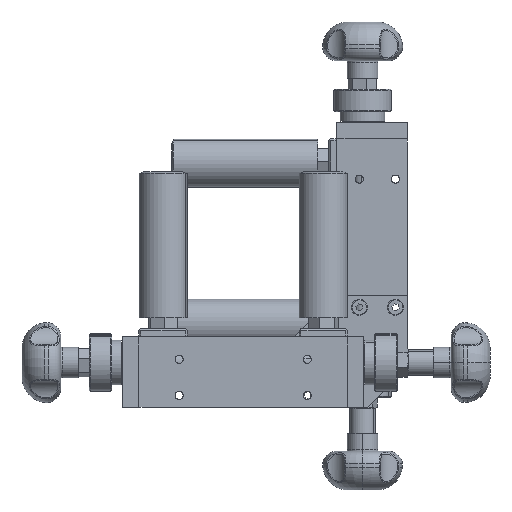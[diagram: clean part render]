
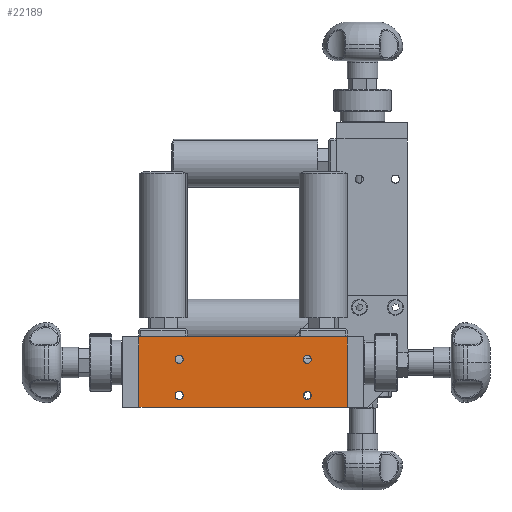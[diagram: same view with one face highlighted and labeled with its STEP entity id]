
A CAD part, left-side view. The second image highlights one B-rep face of the part: STEP entity #22189.
In plain terms, the highlighted planar face has unit normal (-1, 0, 0).
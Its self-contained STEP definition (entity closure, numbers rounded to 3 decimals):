
#283 = DIRECTION ( 'NONE',  ( 0., -1., 0. ) ) ;
#1339 = ORIENTED_EDGE ( 'NONE', *, *, #9628, .F. ) ;
#1584 = VERTEX_POINT ( 'NONE', #30704 ) ;
#1864 = DIRECTION ( 'NONE',  ( 0., 0., 1. ) ) ;
#1915 = CIRCLE ( 'NONE', #28623, 2.5 ) ;
#1961 = ORIENTED_EDGE ( 'NONE', *, *, #30372, .F. ) ;
#2610 = ORIENTED_EDGE ( 'NONE', *, *, #25158, .T. ) ;
#3402 = VERTEX_POINT ( 'NONE', #13888 ) ;
#3642 = VECTOR ( 'NONE', #1864, 1000. ) ;
#3678 = FACE_BOUND ( 'NONE', #17924, .T. ) ;
#3829 = PLANE ( 'NONE',  #23367 ) ;
#4443 = DIRECTION ( 'NONE',  ( -1., 0., 0. ) ) ;
#5037 = VECTOR ( 'NONE', #5463, 1000. ) ;
#5212 = DIRECTION ( 'NONE',  ( -1., 0., 0. ) ) ;
#5463 = DIRECTION ( 'NONE',  ( 0., 0., 1. ) ) ;
#6134 = FACE_BOUND ( 'NONE', #19125, .T. ) ;
#6457 = DIRECTION ( 'NONE',  ( -1., 0., 0. ) ) ;
#6544 = VERTEX_POINT ( 'NONE', #27928 ) ;
#7001 = EDGE_CURVE ( 'NONE', #21794, #14354, #1915, .T. ) ;
#7088 = DIRECTION ( 'NONE',  ( 0., -1., 0. ) ) ;
#7332 = EDGE_CURVE ( 'NONE', #9624, #26815, #8078, .T. ) ;
#7517 = DIRECTION ( 'NONE',  ( 0., -1., 0. ) ) ;
#7808 = AXIS2_PLACEMENT_3D ( 'NONE', #16927, #4443, #24467 ) ;
#8078 = LINE ( 'NONE', #13019, #5037 ) ;
#8588 = CARTESIAN_POINT ( 'NONE',  ( -108.067, 95.242, -77.5 ) ) ;
#9238 = LINE ( 'NONE', #9579, #3642 ) ;
#9464 = DIRECTION ( 'NONE',  ( -1., 0., 0. ) ) ;
#9579 = CARTESIAN_POINT ( 'NONE',  ( -108.067, 122.742, -85. ) ) ;
#9624 = VERTEX_POINT ( 'NONE', #15604 ) ;
#9628 = EDGE_CURVE ( 'NONE', #9624, #9700, #23313, .T. ) ;
#9700 = VERTEX_POINT ( 'NONE', #30508 ) ;
#9775 = VECTOR ( 'NONE', #31690, 1000. ) ;
#9976 = CARTESIAN_POINT ( 'NONE',  ( -108.067, 97.742, -77.5 ) ) ;
#10079 = CARTESIAN_POINT ( 'NONE',  ( -108.067, -7.258, -41. ) ) ;
#10195 = DIRECTION ( 'NONE',  ( 0., 1., 0. ) ) ;
#10552 = EDGE_LOOP ( 'NONE', ( #21530, #1339, #27053, #2610 ) ) ;
#10573 = ORIENTED_EDGE ( 'NONE', *, *, #19685, .F. ) ;
#10778 = CARTESIAN_POINT ( 'NONE',  ( -108.067, 17.742, -55. ) ) ;
#10872 = CIRCLE ( 'NONE', #11927, 2.5 ) ;
#11226 = FACE_OUTER_BOUND ( 'NONE', #10552, .T. ) ;
#11927 = AXIS2_PLACEMENT_3D ( 'NONE', #29904, #27422, #7088 ) ;
#12264 = CARTESIAN_POINT ( 'NONE',  ( -108.067, 97.742, -55. ) ) ;
#12344 = VERTEX_POINT ( 'NONE', #30905 ) ;
#12463 = CIRCLE ( 'NONE', #30788, 2.5 ) ;
#12667 = EDGE_CURVE ( 'NONE', #31086, #3402, #10872, .T. ) ;
#13019 = CARTESIAN_POINT ( 'NONE',  ( -108.067, -7.258, -85. ) ) ;
#13108 = CIRCLE ( 'NONE', #24612, 2.5 ) ;
#13843 = CARTESIAN_POINT ( 'NONE',  ( -108.067, -7.258, -85. ) ) ;
#13888 = CARTESIAN_POINT ( 'NONE',  ( -108.067, 20.242, -55. ) ) ;
#14354 = VERTEX_POINT ( 'NONE', #18993 ) ;
#14479 = CIRCLE ( 'NONE', #22340, 2.5 ) ;
#14580 = CARTESIAN_POINT ( 'NONE',  ( -108.067, 122.742, -41. ) ) ;
#14598 = EDGE_CURVE ( 'NONE', #3402, #31086, #13108, .T. ) ;
#14898 = DIRECTION ( 'NONE',  ( -1., 0., 0. ) ) ;
#15026 = ORIENTED_EDGE ( 'NONE', *, *, #7001, .F. ) ;
#15232 = DIRECTION ( 'NONE',  ( 0., -1., 0. ) ) ;
#15604 = CARTESIAN_POINT ( 'NONE',  ( -108.067, -7.258, -85. ) ) ;
#16142 = FACE_BOUND ( 'NONE', #18423, .T. ) ;
#16167 = AXIS2_PLACEMENT_3D ( 'NONE', #12264, #9464, #27647 ) ;
#16459 = DIRECTION ( 'NONE',  ( 0., -1., 0. ) ) ;
#16509 = EDGE_CURVE ( 'NONE', #25079, #1584, #29929, .T. ) ;
#16927 = CARTESIAN_POINT ( 'NONE',  ( -108.067, 17.742, -77.5 ) ) ;
#17887 = EDGE_LOOP ( 'NONE', ( #27187, #1961 ) ) ;
#17924 = EDGE_LOOP ( 'NONE', ( #23824, #31420 ) ) ;
#18423 = EDGE_LOOP ( 'NONE', ( #15026, #10573 ) ) ;
#18993 = CARTESIAN_POINT ( 'NONE',  ( -108.067, 100.242, -55. ) ) ;
#19125 = EDGE_LOOP ( 'NONE', ( #26844, #21381 ) ) ;
#19145 = EDGE_CURVE ( 'NONE', #9700, #22561, #9238, .T. ) ;
#19685 = EDGE_CURVE ( 'NONE', #14354, #21794, #28824, .T. ) ;
#20381 = CARTESIAN_POINT ( 'NONE',  ( -108.067, 15.242, -55. ) ) ;
#20523 = AXIS2_PLACEMENT_3D ( 'NONE', #27681, #5212, #15232 ) ;
#21235 = CARTESIAN_POINT ( 'NONE',  ( -108.067, 17.742, -77.5 ) ) ;
#21381 = ORIENTED_EDGE ( 'NONE', *, *, #14598, .F. ) ;
#21530 = ORIENTED_EDGE ( 'NONE', *, *, #19145, .F. ) ;
#21794 = VERTEX_POINT ( 'NONE', #27919 ) ;
#22189 = ADVANCED_FACE ( 'NONE', ( #6134, #16142, #26154, #3678, #11226 ), #3829, .T. ) ;
#22340 = AXIS2_PLACEMENT_3D ( 'NONE', #9976, #22615, #25526 ) ;
#22561 = VERTEX_POINT ( 'NONE', #14580 ) ;
#22615 = DIRECTION ( 'NONE',  ( -1., 0., 0. ) ) ;
#23094 = DIRECTION ( 'NONE',  ( 0., -1., 0. ) ) ;
#23313 = LINE ( 'NONE', #30861, #29637 ) ;
#23367 = AXIS2_PLACEMENT_3D ( 'NONE', #13843, #6457, #16459 ) ;
#23824 = ORIENTED_EDGE ( 'NONE', *, *, #16509, .F. ) ;
#23979 = EDGE_CURVE ( 'NONE', #6544, #12344, #12463, .T. ) ;
#24467 = DIRECTION ( 'NONE',  ( 0., -1., 0. ) ) ;
#24589 = EDGE_CURVE ( 'NONE', #1584, #25079, #14479, .T. ) ;
#24612 = AXIS2_PLACEMENT_3D ( 'NONE', #10778, #28160, #283 ) ;
#25079 = VERTEX_POINT ( 'NONE', #8588 ) ;
#25158 = EDGE_CURVE ( 'NONE', #26815, #22561, #26942, .T. ) ;
#25526 = DIRECTION ( 'NONE',  ( 0., -1., 0. ) ) ;
#26154 = FACE_BOUND ( 'NONE', #17887, .T. ) ;
#26815 = VERTEX_POINT ( 'NONE', #10079 ) ;
#26844 = ORIENTED_EDGE ( 'NONE', *, *, #12667, .F. ) ;
#26942 = LINE ( 'NONE', #32036, #9775 ) ;
#27053 = ORIENTED_EDGE ( 'NONE', *, *, #7332, .T. ) ;
#27187 = ORIENTED_EDGE ( 'NONE', *, *, #23979, .F. ) ;
#27370 = CARTESIAN_POINT ( 'NONE',  ( -108.067, 97.742, -55. ) ) ;
#27422 = DIRECTION ( 'NONE',  ( -1., 0., 0. ) ) ;
#27647 = DIRECTION ( 'NONE',  ( 0., -1., 0. ) ) ;
#27681 = CARTESIAN_POINT ( 'NONE',  ( -108.067, 97.742, -77.5 ) ) ;
#27919 = CARTESIAN_POINT ( 'NONE',  ( -108.067, 95.242, -55. ) ) ;
#27928 = CARTESIAN_POINT ( 'NONE',  ( -108.067, 15.242, -77.5 ) ) ;
#28160 = DIRECTION ( 'NONE',  ( -1., 0., 0. ) ) ;
#28252 = CIRCLE ( 'NONE', #7808, 2.5 ) ;
#28623 = AXIS2_PLACEMENT_3D ( 'NONE', #27370, #14898, #7517 ) ;
#28824 = CIRCLE ( 'NONE', #16167, 2.5 ) ;
#29637 = VECTOR ( 'NONE', #10195, 1000. ) ;
#29904 = CARTESIAN_POINT ( 'NONE',  ( -108.067, 17.742, -55. ) ) ;
#29929 = CIRCLE ( 'NONE', #20523, 2.5 ) ;
#30372 = EDGE_CURVE ( 'NONE', #12344, #6544, #28252, .T. ) ;
#30508 = CARTESIAN_POINT ( 'NONE',  ( -108.067, 122.742, -85. ) ) ;
#30704 = CARTESIAN_POINT ( 'NONE',  ( -108.067, 100.242, -77.5 ) ) ;
#30788 = AXIS2_PLACEMENT_3D ( 'NONE', #21235, #31242, #23094 ) ;
#30861 = CARTESIAN_POINT ( 'NONE',  ( -108.067, -7.258, -85. ) ) ;
#30905 = CARTESIAN_POINT ( 'NONE',  ( -108.067, 20.242, -77.5 ) ) ;
#31086 = VERTEX_POINT ( 'NONE', #20381 ) ;
#31242 = DIRECTION ( 'NONE',  ( -1., 0., 0. ) ) ;
#31420 = ORIENTED_EDGE ( 'NONE', *, *, #24589, .F. ) ;
#31690 = DIRECTION ( 'NONE',  ( 0., 1., 0. ) ) ;
#32036 = CARTESIAN_POINT ( 'NONE',  ( -108.067, -7.258, -41. ) ) ;
